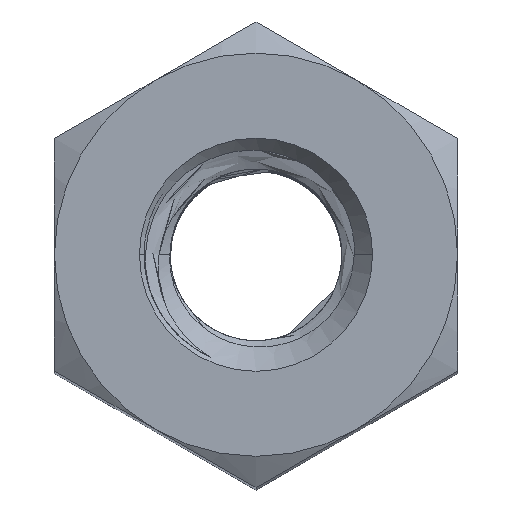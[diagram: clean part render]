
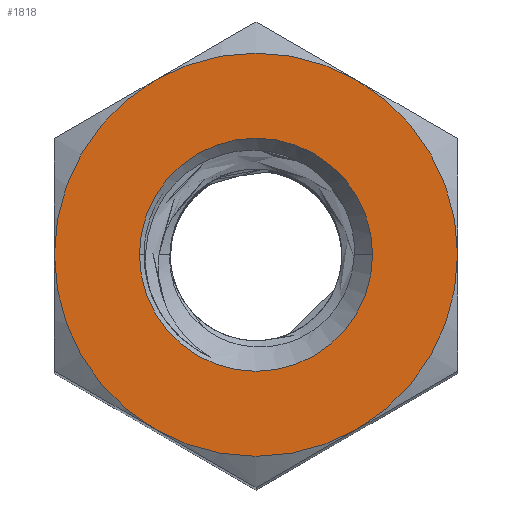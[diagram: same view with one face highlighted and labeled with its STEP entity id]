
A CAD part, top view. The second image highlights one B-rep face of the part: STEP entity #1818.
In plain terms, the highlighted planar face has unit normal (0, 0, 1).
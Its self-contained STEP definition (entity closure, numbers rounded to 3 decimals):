
#19=FACE_BOUND('',#358,.T.);
#21=PLANE('',#1937);
#256=FACE_OUTER_BOUND('',#357,.T.);
#357=EDGE_LOOP('',(#1622,#1623,#1624,#1625,#1626,#1627));
#358=EDGE_LOOP('',(#1628,#1629));
#382=CIRCLE('',#1857,1.301);
#384=CIRCLE('',#1860,1.301);
#388=CIRCLE('',#1938,2.25);
#389=CIRCLE('',#1939,2.25);
#390=CIRCLE('',#1940,2.25);
#391=CIRCLE('',#1941,2.25);
#392=CIRCLE('',#1942,2.25);
#393=CIRCLE('',#1943,2.25);
#679=VERTEX_POINT('',#2317);
#680=VERTEX_POINT('',#2319);
#840=VERTEX_POINT('',#11899);
#841=VERTEX_POINT('',#11900);
#842=VERTEX_POINT('',#11902);
#843=VERTEX_POINT('',#11904);
#844=VERTEX_POINT('',#11906);
#845=VERTEX_POINT('',#11908);
#866=EDGE_CURVE('',#680,#679,#382,.T.);
#874=EDGE_CURVE('',#679,#680,#384,.T.);
#1108=EDGE_CURVE('',#840,#841,#388,.T.);
#1109=EDGE_CURVE('',#842,#840,#389,.T.);
#1110=EDGE_CURVE('',#843,#842,#390,.T.);
#1111=EDGE_CURVE('',#844,#843,#391,.T.);
#1112=EDGE_CURVE('',#845,#844,#392,.T.);
#1113=EDGE_CURVE('',#841,#845,#393,.T.);
#1622=ORIENTED_EDGE('',*,*,#1108,.F.);
#1623=ORIENTED_EDGE('',*,*,#1109,.F.);
#1624=ORIENTED_EDGE('',*,*,#1110,.F.);
#1625=ORIENTED_EDGE('',*,*,#1111,.F.);
#1626=ORIENTED_EDGE('',*,*,#1112,.F.);
#1627=ORIENTED_EDGE('',*,*,#1113,.F.);
#1628=ORIENTED_EDGE('',*,*,#866,.T.);
#1629=ORIENTED_EDGE('',*,*,#874,.T.);
#1818=ADVANCED_FACE('',(#256,#19),#21,.T.);
#1857=AXIS2_PLACEMENT_3D('',#2320,#1980,#1981);
#1860=AXIS2_PLACEMENT_3D('',#2364,#1988,#1989);
#1937=AXIS2_PLACEMENT_3D('',#11898,#2216,#2217);
#1938=AXIS2_PLACEMENT_3D('',#11901,#2218,#2219);
#1939=AXIS2_PLACEMENT_3D('',#11903,#2220,#2221);
#1940=AXIS2_PLACEMENT_3D('',#11905,#2222,#2223);
#1941=AXIS2_PLACEMENT_3D('',#11907,#2224,#2225);
#1942=AXIS2_PLACEMENT_3D('',#11909,#2226,#2227);
#1943=AXIS2_PLACEMENT_3D('',#11910,#2228,#2229);
#1980=DIRECTION('center_axis',(0.,0.,-1.));
#1981=DIRECTION('ref_axis',(-1.,0.,0.));
#1988=DIRECTION('center_axis',(0.,0.,-1.));
#1989=DIRECTION('ref_axis',(-1.,0.,0.));
#2216=DIRECTION('center_axis',(0.,0.,1.));
#2217=DIRECTION('ref_axis',(1.,0.,0.));
#2218=DIRECTION('center_axis',(0.,0.,-1.));
#2219=DIRECTION('ref_axis',(-1.,0.,0.));
#2220=DIRECTION('center_axis',(0.,0.,-1.));
#2221=DIRECTION('ref_axis',(-1.,0.,0.));
#2222=DIRECTION('center_axis',(0.,0.,-1.));
#2223=DIRECTION('ref_axis',(-1.,0.,0.));
#2224=DIRECTION('center_axis',(0.,0.,-1.));
#2225=DIRECTION('ref_axis',(-1.,0.,0.));
#2226=DIRECTION('center_axis',(0.,0.,-1.));
#2227=DIRECTION('ref_axis',(-1.,0.,0.));
#2228=DIRECTION('center_axis',(0.,0.,-1.));
#2229=DIRECTION('ref_axis',(-1.,0.,0.));
#2317=CARTESIAN_POINT('',(1.301,0.,8.));
#2319=CARTESIAN_POINT('',(-1.301,0.,8.));
#2320=CARTESIAN_POINT('Origin',(0.,0.,8.));
#2364=CARTESIAN_POINT('Origin',(0.,0.,8.));
#11898=CARTESIAN_POINT('Origin',(0.,2.598,
8.));
#11899=CARTESIAN_POINT('',(2.25,0.,8.));
#11900=CARTESIAN_POINT('',(1.125,-1.949,8.));
#11901=CARTESIAN_POINT('Origin',(0.,0.,8.));
#11902=CARTESIAN_POINT('',(1.125,1.949,8.));
#11903=CARTESIAN_POINT('Origin',(0.,0.,8.));
#11904=CARTESIAN_POINT('',(-1.125,1.949,8.));
#11905=CARTESIAN_POINT('Origin',(0.,0.,8.));
#11906=CARTESIAN_POINT('',(-2.25,0.,8.));
#11907=CARTESIAN_POINT('Origin',(0.,0.,8.));
#11908=CARTESIAN_POINT('',(-1.125,-1.949,8.));
#11909=CARTESIAN_POINT('Origin',(0.,0.,8.));
#11910=CARTESIAN_POINT('Origin',(0.,0.,8.));
